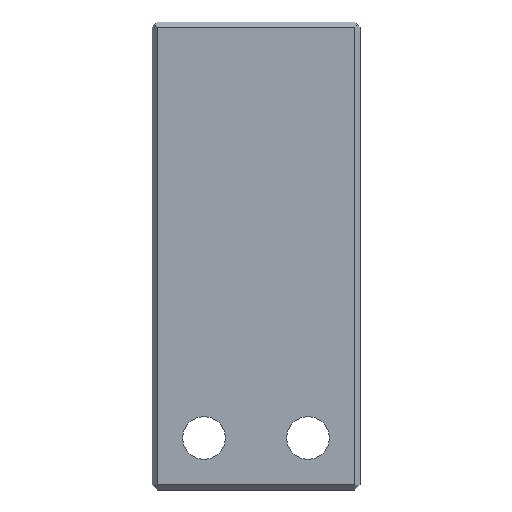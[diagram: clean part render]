
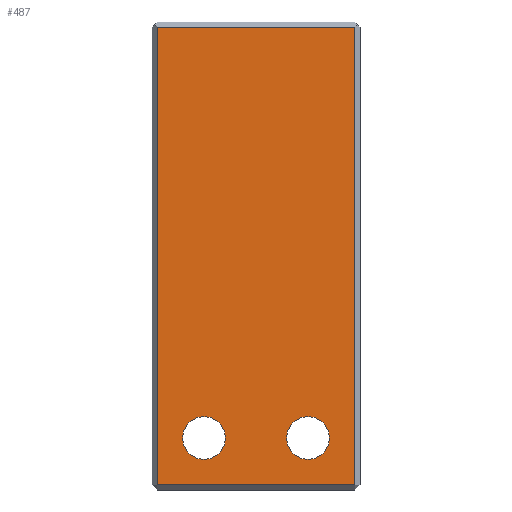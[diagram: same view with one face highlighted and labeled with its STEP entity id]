
A CAD part, front view. The second image highlights one B-rep face of the part: STEP entity #487.
In plain terms, the highlighted planar face has unit normal (0, -1, 0).
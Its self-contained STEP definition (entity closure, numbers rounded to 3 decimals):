
#25=CIRCLE('',#528,2.05);
#27=CIRCLE('',#532,2.05);
#60=ORIENTED_EDGE('',*,*,#194,.T.);
#61=ORIENTED_EDGE('',*,*,#195,.T.);
#62=ORIENTED_EDGE('',*,*,#196,.T.);
#63=ORIENTED_EDGE('',*,*,#197,.T.);
#64=ORIENTED_EDGE('',*,*,#183,.T.);
#65=ORIENTED_EDGE('',*,*,#189,.T.);
#183=EDGE_CURVE('',#251,#251,#25,.T.);
#189=EDGE_CURVE('',#257,#257,#27,.T.);
#194=EDGE_CURVE('',#262,#263,#300,.T.);
#195=EDGE_CURVE('',#263,#264,#301,.T.);
#196=EDGE_CURVE('',#264,#265,#302,.T.);
#197=EDGE_CURVE('',#265,#262,#303,.T.);
#251=VERTEX_POINT('',#747);
#257=VERTEX_POINT('',#761);
#262=VERTEX_POINT('',#773);
#263=VERTEX_POINT('',#774);
#264=VERTEX_POINT('',#776);
#265=VERTEX_POINT('',#778);
#300=LINE('',#772,#352);
#301=LINE('',#775,#353);
#302=LINE('',#777,#354);
#303=LINE('',#779,#355);
#352=VECTOR('',#615,1000.);
#353=VECTOR('',#616,1000.);
#354=VECTOR('',#617,1000.);
#355=VECTOR('',#618,1000.);
#395=EDGE_LOOP('',(#60,#61,#62,#63));
#396=EDGE_LOOP('',(#64));
#397=EDGE_LOOP('',(#65));
#431=FACE_BOUND('',#395,.T.);
#432=FACE_BOUND('',#396,.T.);
#433=FACE_BOUND('',#397,.T.);
#461=PLANE('',#534);
#487=ADVANCED_FACE('',(#431,#432,#433),#461,.F.);
#528=AXIS2_PLACEMENT_3D('',#746,#593,#594);
#532=AXIS2_PLACEMENT_3D('',#760,#605,#606);
#534=AXIS2_PLACEMENT_3D('',#771,#613,#614);
#593=DIRECTION('',(0.,1.,0.));
#594=DIRECTION('',(1.,0.,0.));
#605=DIRECTION('',(0.,1.,0.));
#606=DIRECTION('',(1.,0.,0.));
#613=DIRECTION('',(0.,1.,0.));
#614=DIRECTION('',(1.,0.,0.));
#615=DIRECTION('',(0.,0.,1.));
#616=DIRECTION('',(-1.,0.,0.));
#617=DIRECTION('',(0.,0.,-1.));
#618=DIRECTION('',(1.,0.,0.));
#746=CARTESIAN_POINT('',(5.,0.,5.));
#747=CARTESIAN_POINT('',(7.05,0.,5.));
#760=CARTESIAN_POINT('',(15.,0.,5.));
#761=CARTESIAN_POINT('',(17.05,0.,5.));
#771=CARTESIAN_POINT('',(10.,0.,22.5));
#772=CARTESIAN_POINT('',(19.5,0.,45.));
#773=CARTESIAN_POINT('',(19.5,0.,0.5));
#774=CARTESIAN_POINT('',(19.5,0.,44.5));
#775=CARTESIAN_POINT('',(10.,0.,44.5));
#776=CARTESIAN_POINT('',(0.5,0.,44.5));
#777=CARTESIAN_POINT('',(0.5,0.,22.5));
#778=CARTESIAN_POINT('',(0.5,0.,0.5));
#779=CARTESIAN_POINT('',(20.,0.,0.5));
